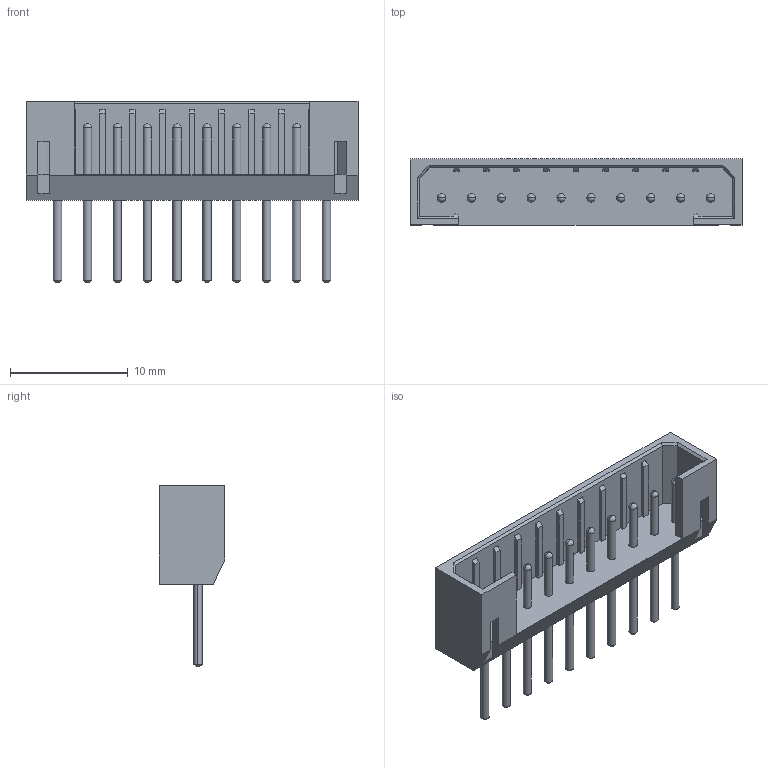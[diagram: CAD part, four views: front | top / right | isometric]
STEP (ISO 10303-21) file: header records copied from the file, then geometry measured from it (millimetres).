
FILE_DESCRIPTION (( 'STEP AP214' ), '1' );
FILE_NAME ('F3JL35-S10SD000-01-REF .STEP', '2026-04-22T03:24:27', ( '' ), ( '' ), 'SwSTEP 2.0', 'SolidWorks 2021', '' );
FILE_SCHEMA (( 'AUTOMOTIVE_DESIGN' ));
Length unit declared in the file: millimetre
Products named in the file (1): F3JL35-S10SD000-01-REF 
Bounding box: 28.22 x 5.6 x 15.4 mm (x, y, z)
Volume: 577.2 mm3; surface area: 1265.1 mm2
Topology: 1 solids, 1 shells, 162 faces, 432 edges, 268 vertices
Faces by surface type: plane 82, cylinder 40, cone 20, sphere 20
Entity records: 4738 total; most frequent: DIRECTION 838, CARTESIAN_POINT 803, ORIENTED_EDGE 784, EDGE_CURVE 392, AXIS2_PLACEMENT_3D 283, LINE 272, VECTOR 272, VERTEX_POINT 248
